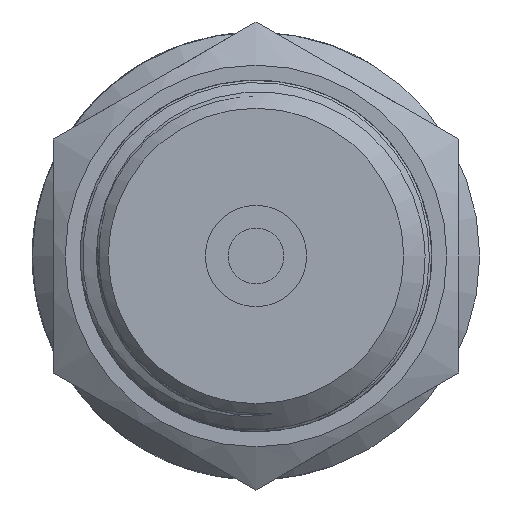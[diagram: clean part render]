
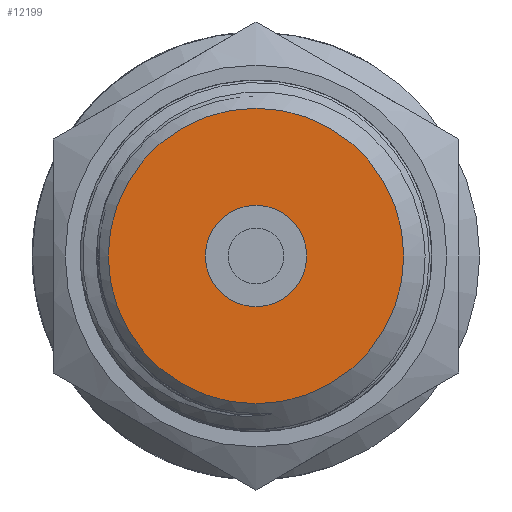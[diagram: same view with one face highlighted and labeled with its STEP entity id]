
A CAD part, left-side view. The second image highlights one B-rep face of the part: STEP entity #12199.
In plain terms, the highlighted planar face has unit normal (-1, 0, 0).
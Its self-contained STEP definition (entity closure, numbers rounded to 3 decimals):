
#443=FACE_BOUND('',#3900,.T.);
#3184=FACE_OUTER_BOUND('',#3899,.T.);
#3899=EDGE_LOOP('',(#8218));
#3900=EDGE_LOOP('',(#8219));
#4655=CIRCLE('',#12979,8.75);
#4656=CIRCLE('',#12981,3.);
#4945=VERTEX_POINT('',#17185);
#4946=VERTEX_POINT('',#17189);
#6248=EDGE_CURVE('',#4945,#4945,#4655,.T.);
#6249=EDGE_CURVE('',#4946,#4946,#4656,.T.);
#8218=ORIENTED_EDGE('',*,*,#6248,.F.);
#8219=ORIENTED_EDGE('',*,*,#6249,.T.);
#11935=PLANE('',#12980);
#12199=ADVANCED_FACE('',(#3184,#443),#11935,.T.);
#12979=AXIS2_PLACEMENT_3D('',#17187,#13679,#13680);
#12980=AXIS2_PLACEMENT_3D('',#17188,#13681,#13682);
#12981=AXIS2_PLACEMENT_3D('',#17190,#13683,#13684);
#13679=DIRECTION('center_axis',(1.,0.,0.));
#13680=DIRECTION('ref_axis',(0.,0.,-1.));
#13681=DIRECTION('center_axis',(-1.,0.,0.));
#13682=DIRECTION('ref_axis',(0.,0.,1.));
#13683=DIRECTION('center_axis',(1.,0.,0.));
#13684=DIRECTION('ref_axis',(0.,0.,-1.));
#17185=CARTESIAN_POINT('',(3.,-8.75,0.));
#17187=CARTESIAN_POINT('Origin',(3.,0.,0.));
#17188=CARTESIAN_POINT('Origin',(3.,8.75,0.));
#17189=CARTESIAN_POINT('',(3.,-3.,0.));
#17190=CARTESIAN_POINT('Origin',(3.,0.,0.));
